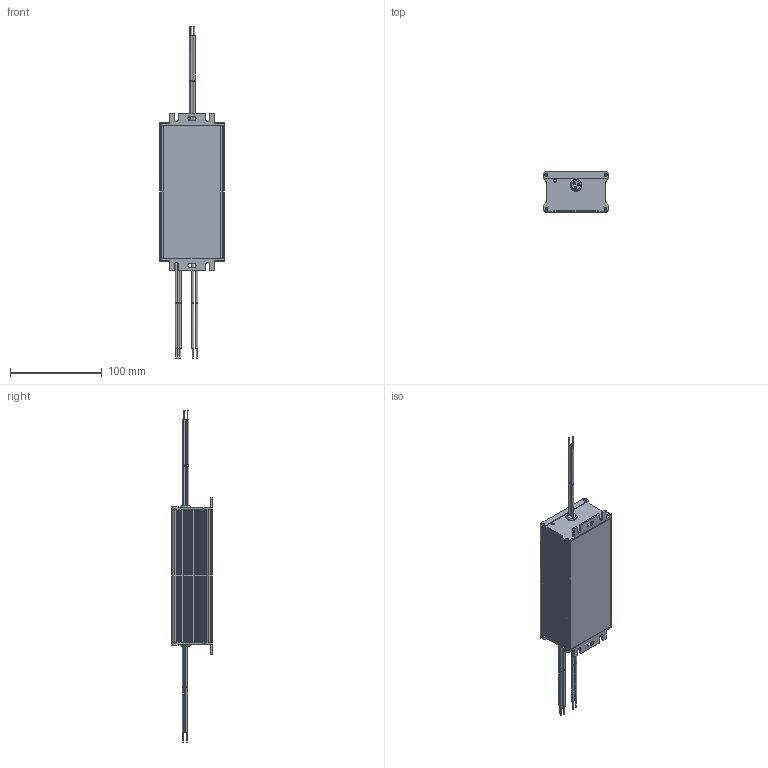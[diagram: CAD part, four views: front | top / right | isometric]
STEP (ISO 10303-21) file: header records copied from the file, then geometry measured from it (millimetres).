
FILE_DESCRIPTION (( 'STEP AP203' ), '1' );
FILE_NAME ('MU060H105AQ_MB AUX.STEP', '2023-07-11T03:13:22', ( 'm' ), ( 'N' ), 'SwSTEP 2.0', 'SolidWorks 2012', '' );
FILE_SCHEMA (( 'CONFIG_CONTROL_DESIGN' ));
Length unit declared in the file: millimetre
Products named in the file (10): 3698201101699.A2; 寡蝶; 防爆电源拉伸型材绝缘片; 44高防爆电源拉伸型材方案; 44高防爆输入端盖1; 44詢滅惇怀堤傷裔2; 防爆电源拉伸型材PCB; MU060H105AQ_MB AUX; 盄旰; 输入三线＿SR
Assembly tree (19 placements, depth 2):
  MU060H105AQ_MB AUX
    44高防爆电源拉伸型材方案
    防爆电源拉伸型材绝缘片
    防爆电源拉伸型材PCB
    44詢滅惇怀堤傷裔2
    44高防爆输入端盖1
    寡蝶
    3698201101699.A2  x2
    输入三线＿SR  x3
    盄旰  x8
Bounding box: 70 x 44.2 x 361.8 mm (x, y, z)
Volume: 533856.5 mm3; surface area: 236460.6 mm2
Topology: 32 solids, 32 shells, 1088 faces, 2733 edges, 1776 vertices
Faces by surface type: plane 539, cylinder 396, torus 97, cone 32, bspline 20, sphere 4
Entity records: 30070 total; most frequent: CARTESIAN_POINT 5494, DIRECTION 5006, ORIENTED_EDGE 4750, EDGE_CURVE 2375, AXIS2_PLACEMENT_3D 1748, VERTEX_POINT 1544, LINE 1510, VECTOR 1510
